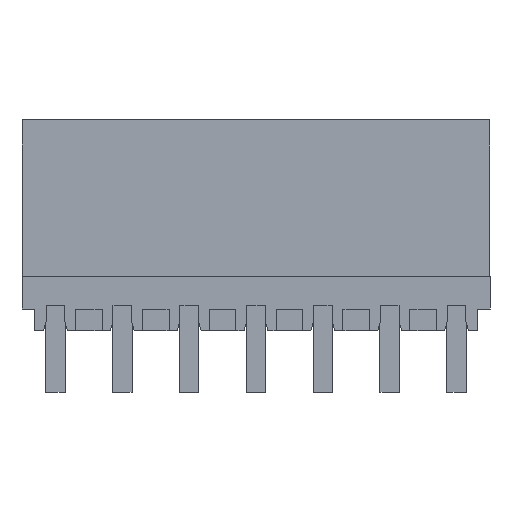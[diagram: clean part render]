
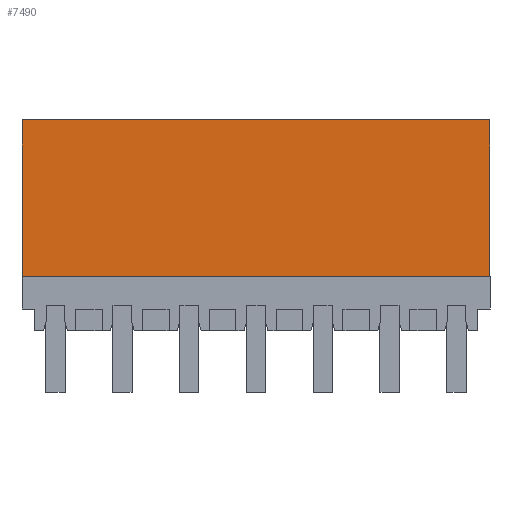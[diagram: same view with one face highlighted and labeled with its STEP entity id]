
A CAD part, front view. The second image highlights one B-rep face of the part: STEP entity #7490.
In plain terms, the highlighted planar face has unit normal (0, -1, 0).
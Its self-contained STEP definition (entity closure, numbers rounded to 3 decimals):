
#7477=AXIS2_PLACEMENT_3D('Plane Axis2P3D',#7474,#7475,#7476) ;
#2614=CARTESIAN_POINT('Line Origine',(24.5,0.,10.15)) ;
#2618=CARTESIAN_POINT('Vertex',(24.5,0.,14.25)) ;
#2620=CARTESIAN_POINT('Vertex',(24.5,0.,6.05)) ;
#4566=CARTESIAN_POINT('Vertex',(0.,0.,6.05)) ;
#4569=CARTESIAN_POINT('Line Origine',(0.,0.,10.15)) ;
#4573=CARTESIAN_POINT('Vertex',(0.,0.,14.25)) ;
#5107=CARTESIAN_POINT('Line Origine',(12.25,0.,6.05)) ;
#7474=CARTESIAN_POINT('Axis2P3D Location',(9.8,0.,14.25)) ;
#7479=CARTESIAN_POINT('Line Origine',(12.25,0.,14.25)) ;
#2615=DIRECTION('Vector Direction',(0.,0.,-1.)) ;
#4570=DIRECTION('Vector Direction',(0.,0.,-1.)) ;
#5108=DIRECTION('Vector Direction',(1.,0.,0.)) ;
#7475=DIRECTION('Axis2P3D Direction',(0.,-1.,0.)) ;
#7476=DIRECTION('Axis2P3D XDirection',(0.,0.,-1.)) ;
#7480=DIRECTION('Vector Direction',(1.,0.,0.)) ;
#2616=VECTOR('Line Direction',#2615,1.) ;
#4571=VECTOR('Line Direction',#4570,1.) ;
#5109=VECTOR('Line Direction',#5108,1.) ;
#7481=VECTOR('Line Direction',#7480,1.) ;
#7485=ORIENTED_EDGE('',*,*,#4575,.T.) ;
#7486=ORIENTED_EDGE('',*,*,#5111,.F.) ;
#7487=ORIENTED_EDGE('',*,*,#2622,.F.) ;
#7488=ORIENTED_EDGE('',*,*,#7483,.F.) ;
#7490=ADVANCED_FACE('HOUSING',(#7489),#7478,.T.) ;
#2622=EDGE_CURVE('',#2619,#2621,#2617,.T.) ;
#4575=EDGE_CURVE('',#4574,#4567,#4572,.T.) ;
#5111=EDGE_CURVE('',#2621,#4567,#5110,.F.) ;
#7483=EDGE_CURVE('',#4574,#2619,#7482,.T.) ;
#7484=EDGE_LOOP('',(#7485,#7486,#7487,#7488)) ;
#7489=FACE_OUTER_BOUND('',#7484,.T.) ;
#2617=LINE('Line',#2614,#2616) ;
#4572=LINE('Line',#4569,#4571) ;
#5110=LINE('Line',#5107,#5109) ;
#7482=LINE('Line',#7479,#7481) ;
#7478=PLANE('',#7477) ;
#2619=VERTEX_POINT('',#2618) ;
#2621=VERTEX_POINT('',#2620) ;
#4567=VERTEX_POINT('',#4566) ;
#4574=VERTEX_POINT('',#4573) ;
